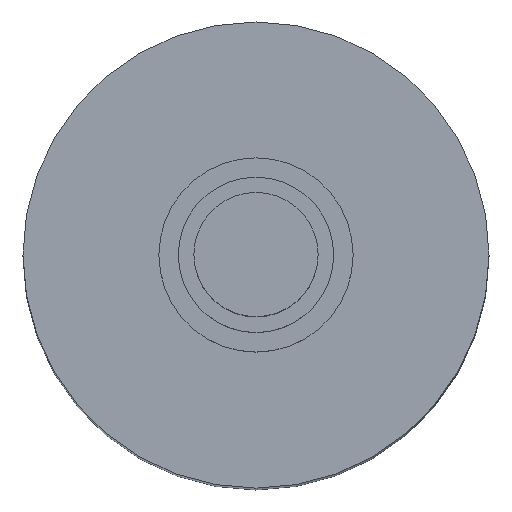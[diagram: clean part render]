
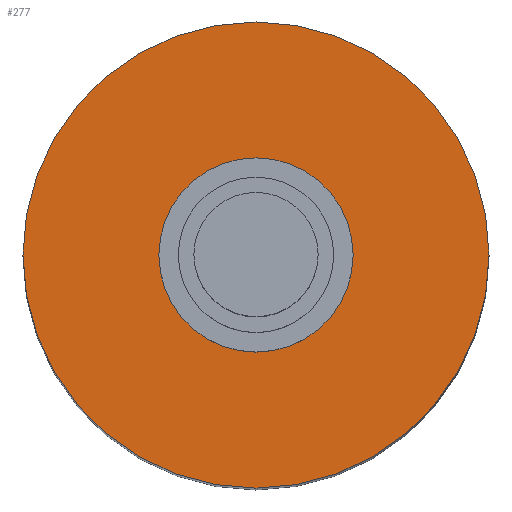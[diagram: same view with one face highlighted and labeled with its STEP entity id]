
A CAD part, top view. The second image highlights one B-rep face of the part: STEP entity #277.
In plain terms, the highlighted planar face has unit normal (0, 0, 1).
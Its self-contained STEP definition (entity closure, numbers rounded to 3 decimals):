
#12 = VERTEX_POINT ( 'NONE', #108 ) ;
#25 = FACE_BOUND ( 'NONE', #119, .T. ) ;
#29 = CIRCLE ( 'NONE', #236, 30. ) ;
#47 = AXIS2_PLACEMENT_3D ( 'NONE', #59, #282, #60 ) ;
#59 = CARTESIAN_POINT ( 'NONE',  ( 0., 0., 70. ) ) ;
#60 = DIRECTION ( 'NONE',  ( 1., 0., 0. ) ) ;
#65 = DIRECTION ( 'NONE',  ( 1., 0., 0. ) ) ;
#67 = EDGE_CURVE ( 'NONE', #389, #389, #29, .T. ) ;
#108 = CARTESIAN_POINT ( 'NONE',  ( 12.5, 0., 70. ) ) ;
#111 = ORIENTED_EDGE ( 'NONE', *, *, #283, .F. ) ;
#119 = EDGE_LOOP ( 'NONE', ( #111 ) ) ;
#158 = PLANE ( 'NONE',  #215 ) ;
#199 = DIRECTION ( 'NONE',  ( 1., 0., 0. ) ) ;
#202 = FACE_OUTER_BOUND ( 'NONE', #345, .T. ) ;
#205 = ORIENTED_EDGE ( 'NONE', *, *, #67, .T. ) ;
#215 = AXIS2_PLACEMENT_3D ( 'NONE', #301, #380, #199 ) ;
#236 = AXIS2_PLACEMENT_3D ( 'NONE', #311, #242, #65 ) ;
#242 = DIRECTION ( 'NONE',  ( 0., 0., 1. ) ) ;
#277 = ADVANCED_FACE ( 'NONE', ( #202, #25 ), #158, .F. ) ;
#282 = DIRECTION ( 'NONE',  ( 0., 0., 1. ) ) ;
#283 = EDGE_CURVE ( 'NONE', #12, #12, #335, .T. ) ;
#301 = CARTESIAN_POINT ( 'NONE',  ( 0., 30., 70. ) ) ;
#311 = CARTESIAN_POINT ( 'NONE',  ( 0., 0., 70. ) ) ;
#335 = CIRCLE ( 'NONE', #47, 12.5 ) ;
#345 = EDGE_LOOP ( 'NONE', ( #205 ) ) ;
#353 = CARTESIAN_POINT ( 'NONE',  ( 30., 0., 70. ) ) ;
#380 = DIRECTION ( 'NONE',  ( 0., 0., -1. ) ) ;
#389 = VERTEX_POINT ( 'NONE', #353 ) ;
